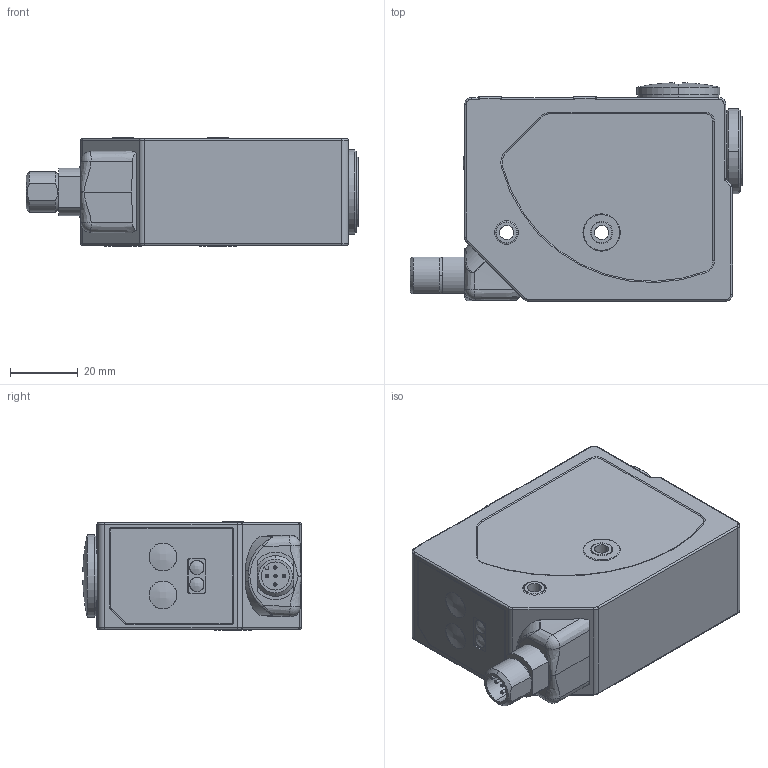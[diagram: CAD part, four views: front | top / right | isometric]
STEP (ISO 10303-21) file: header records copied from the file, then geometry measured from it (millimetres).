
FILE_DESCRIPTION (( 'STEP AP214' ), '1' );
FILE_NAME ('TL46-WJ-815L.step', '2016-07-06T16:18:00', ( '' ), ( '' ), 'SwSTEP 2.0', 'SolidWorks 2016', '' );
FILE_SCHEMA (( 'AUTOMOTIVE_DESIGN' ));
Length unit declared in the file: millimetre
Products named in the file (1): TL46-WJ-815L
Bounding box: 97.9 x 64.37 x 31.9 mm (x, y, z)
Volume: 148607.5 mm3; surface area: 21597 mm2
Topology: 7 solids, 7 shells, 332 faces, 759 edges, 469 vertices
Faces by surface type: cylinder 128, plane 96, torus 49, bspline 28, cone 23, sphere 8
Entity records: 11118 total; most frequent: CARTESIAN_POINT 3546, DIRECTION 1619, ORIENTED_EDGE 1514, EDGE_CURVE 757, AXIS2_PLACEMENT_3D 658, VERTEX_POINT 469, EDGE_LOOP 366, CIRCLE 353
